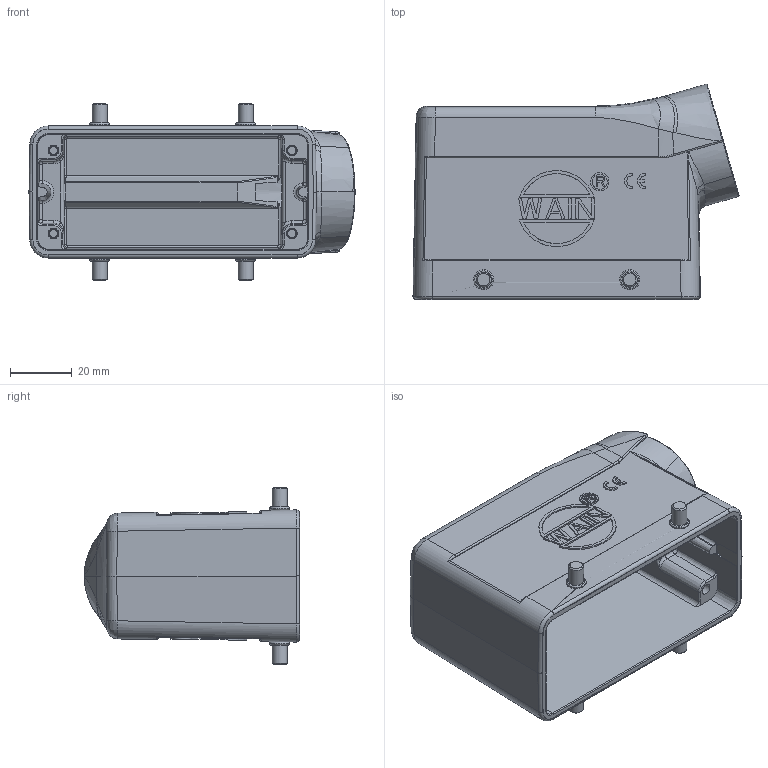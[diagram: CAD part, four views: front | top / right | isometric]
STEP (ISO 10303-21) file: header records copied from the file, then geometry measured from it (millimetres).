
FILE_DESCRIPTION(/* description */ (''),/* implementation_level */ '2;1');
FILE_NAME(/* name */ '1.stp',/* time_stamp */ '2024-03-20T12:55:06+08:00',/* author */ (''),/* organization */ (''),/* preprocessor_version */ 'ST-DEVELOPER v18.1',/* originating_system */ 'SIEMENS PLM Software NX 1980',/* authorisation */ '');
FILE_SCHEMA (('AP203_CONFIGURATION_CONTROLLED_3D_DESIGN_OF_MECHANICAL_PARTS_AND_ASSEMBLIES_MIM_LF { 1 0 10303 403 2 1 2}'));
Length unit declared in the file: millimetre
Products named in the file (1): _model2
Bounding box: 106.04 x 70.13 x 57.5 mm (x, y, z)
Volume: 64242.3 mm3; surface area: 40931 mm2
Topology: 1 solids, 2 shells, 600 faces, 1505 edges, 951 vertices
Faces by surface type: plane 267, cylinder 192, bspline 64, torus 35, cone 26, sphere 8, extrusion 8
Full cylindrical faces by diameter (mm): 2.7 x72, 3 x4, 3.5 x4, 4.9 x6, 5.99 x2, 6.5 x4, 28 x1, 30.5 x1
Entity records: 36165 total; most frequent: CARTESIAN_POINT 24404, ORIENTED_EDGE 2444, DIRECTION 2264, EDGE_CURVE 1222, VERTEX_POINT 787, AXIS2_PLACEMENT_3D 774, VECTOR 716, LINE 708
